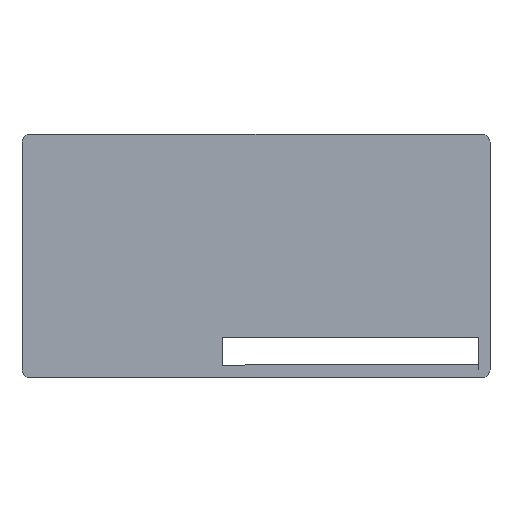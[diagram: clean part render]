
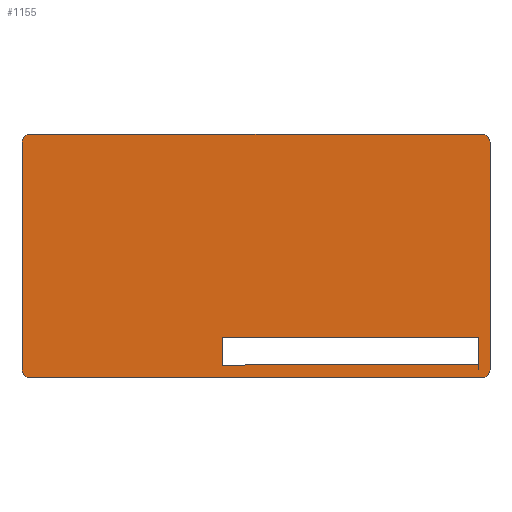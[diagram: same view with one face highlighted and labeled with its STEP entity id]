
A CAD part, top view. The second image highlights one B-rep face of the part: STEP entity #1155.
In plain terms, the highlighted planar face has unit normal (0, 0, 1).
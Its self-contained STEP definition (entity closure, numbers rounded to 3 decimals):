
#25=FACE_BOUND('',#159,.T.);
#44=PLANE('',#1278);
#94=FACE_OUTER_BOUND('',#158,.T.);
#158=EDGE_LOOP('',(#961,#962,#963,#964,#965,#966,#967,#968));
#159=EDGE_LOOP('',(#969,#970,#971,#972,#973));
#266=LINE('',#1934,#376);
#268=LINE('',#1939,#378);
#269=LINE('',#1943,#379);
#270=LINE('',#1947,#380);
#271=LINE('',#1951,#381);
#272=LINE('',#1954,#382);
#273=LINE('',#1956,#383);
#274=LINE('',#1958,#384);
#275=LINE('',#1959,#385);
#376=VECTOR('',#1553,10.);
#378=VECTOR('',#1557,10.);
#379=VECTOR('',#1560,10.);
#380=VECTOR('',#1563,10.);
#381=VECTOR('',#1566,10.);
#382=VECTOR('',#1569,10.);
#383=VECTOR('',#1570,10.);
#384=VECTOR('',#1571,10.);
#385=VECTOR('',#1572,10.);
#460=CIRCLE('',#1279,1.);
#461=CIRCLE('',#1280,1.);
#462=CIRCLE('',#1281,1.);
#463=CIRCLE('',#1282,1.);
#561=VERTEX_POINT('',#1931);
#562=VERTEX_POINT('',#1933);
#563=VERTEX_POINT('',#1937);
#564=VERTEX_POINT('',#1938);
#565=VERTEX_POINT('',#1940);
#566=VERTEX_POINT('',#1942);
#567=VERTEX_POINT('',#1944);
#568=VERTEX_POINT('',#1946);
#569=VERTEX_POINT('',#1948);
#570=VERTEX_POINT('',#1950);
#571=VERTEX_POINT('',#1953);
#572=VERTEX_POINT('',#1955);
#573=VERTEX_POINT('',#1957);
#708=EDGE_CURVE('',#561,#562,#266,.T.);
#710=EDGE_CURVE('',#563,#564,#268,.T.);
#711=EDGE_CURVE('',#565,#563,#460,.T.);
#712=EDGE_CURVE('',#566,#565,#269,.T.);
#713=EDGE_CURVE('',#567,#566,#461,.T.);
#714=EDGE_CURVE('',#568,#567,#270,.T.);
#715=EDGE_CURVE('',#569,#568,#462,.T.);
#716=EDGE_CURVE('',#570,#569,#271,.T.);
#717=EDGE_CURVE('',#564,#570,#463,.T.);
#718=EDGE_CURVE('',#561,#571,#272,.T.);
#719=EDGE_CURVE('',#571,#572,#273,.T.);
#720=EDGE_CURVE('',#572,#573,#274,.T.);
#721=EDGE_CURVE('',#573,#562,#275,.T.);
#961=ORIENTED_EDGE('',*,*,#710,.F.);
#962=ORIENTED_EDGE('',*,*,#711,.F.);
#963=ORIENTED_EDGE('',*,*,#712,.F.);
#964=ORIENTED_EDGE('',*,*,#713,.F.);
#965=ORIENTED_EDGE('',*,*,#714,.F.);
#966=ORIENTED_EDGE('',*,*,#715,.F.);
#967=ORIENTED_EDGE('',*,*,#716,.F.);
#968=ORIENTED_EDGE('',*,*,#717,.F.);
#969=ORIENTED_EDGE('',*,*,#718,.T.);
#970=ORIENTED_EDGE('',*,*,#719,.T.);
#971=ORIENTED_EDGE('',*,*,#720,.T.);
#972=ORIENTED_EDGE('',*,*,#721,.T.);
#973=ORIENTED_EDGE('',*,*,#708,.F.);
#1155=ADVANCED_FACE('',(#94,#25),#44,.T.);
#1278=AXIS2_PLACEMENT_3D('',#1936,#1555,#1556);
#1279=AXIS2_PLACEMENT_3D('',#1941,#1558,#1559);
#1280=AXIS2_PLACEMENT_3D('',#1945,#1561,#1562);
#1281=AXIS2_PLACEMENT_3D('',#1949,#1564,#1565);
#1282=AXIS2_PLACEMENT_3D('',#1952,#1567,#1568);
#1553=DIRECTION('',(1.,0.002,0.));
#1555=DIRECTION('center_axis',(0.,0.,1.));
#1556=DIRECTION('ref_axis',(1.,0.,0.));
#1557=DIRECTION('',(-1.,0.,0.));
#1558=DIRECTION('center_axis',(0.,0.,-1.));
#1559=DIRECTION('ref_axis',(0.707,-0.707,0.));
#1560=DIRECTION('',(0.,-1.,0.));
#1561=DIRECTION('center_axis',(0.,0.,-1.));
#1562=DIRECTION('ref_axis',(0.707,0.707,0.));
#1563=DIRECTION('',(1.,0.,0.));
#1564=DIRECTION('center_axis',(0.,0.,-1.));
#1565=DIRECTION('ref_axis',(-0.707,0.707,0.));
#1566=DIRECTION('',(0.,1.,0.));
#1567=DIRECTION('center_axis',(0.,0.,-1.));
#1568=DIRECTION('ref_axis',(-0.707,-0.707,0.));
#1569=DIRECTION('',(0.,1.,0.));
#1570=DIRECTION('',(1.,0.,0.));
#1571=DIRECTION('',(0.,-1.,0.));
#1572=DIRECTION('',(-0.002,1.,0.));
#1931=CARTESIAN_POINT('',(24.2,-28.093,14.476));
#1933=CARTESIAN_POINT('',(56.698,-28.012,14.476));
#1934=CARTESIAN_POINT('',(42.616,-28.047,14.476));
#1936=CARTESIAN_POINT('Origin',(28.5,-14.25,14.476));
#1937=CARTESIAN_POINT('',(57.2,-29.7,14.476));
#1938=CARTESIAN_POINT('',(-0.2,-29.7,14.476));
#1939=CARTESIAN_POINT('',(13.65,-29.7,14.476));
#1940=CARTESIAN_POINT('',(58.2,-28.7,14.476));
#1941=CARTESIAN_POINT('Origin',(57.2,-28.7,14.476));
#1942=CARTESIAN_POINT('',(58.2,0.2,14.476));
#1943=CARTESIAN_POINT('',(58.2,-21.975,14.476));
#1944=CARTESIAN_POINT('',(57.2,1.2,14.476));
#1945=CARTESIAN_POINT('Origin',(57.2,0.2,14.476));
#1946=CARTESIAN_POINT('',(-0.2,1.2,14.476));
#1947=CARTESIAN_POINT('',(43.35,1.2,14.476));
#1948=CARTESIAN_POINT('',(-1.2,0.2,14.476));
#1949=CARTESIAN_POINT('Origin',(-0.2,0.2,14.476));
#1950=CARTESIAN_POINT('',(-1.2,-28.7,14.476));
#1951=CARTESIAN_POINT('',(-1.2,-6.525,14.476));
#1952=CARTESIAN_POINT('Origin',(-0.2,-28.7,14.476));
#1953=CARTESIAN_POINT('',(24.2,-24.593,14.476));
#1954=CARTESIAN_POINT('',(24.2,-21.521,14.476));
#1955=CARTESIAN_POINT('',(56.7,-24.593,14.476));
#1956=CARTESIAN_POINT('',(26.35,-24.593,14.476));
#1957=CARTESIAN_POINT('',(56.7,-28.712,14.476));
#1958=CARTESIAN_POINT('',(56.7,-20.021,14.476));
#1959=CARTESIAN_POINT('',(56.7,-28.712,14.476));
